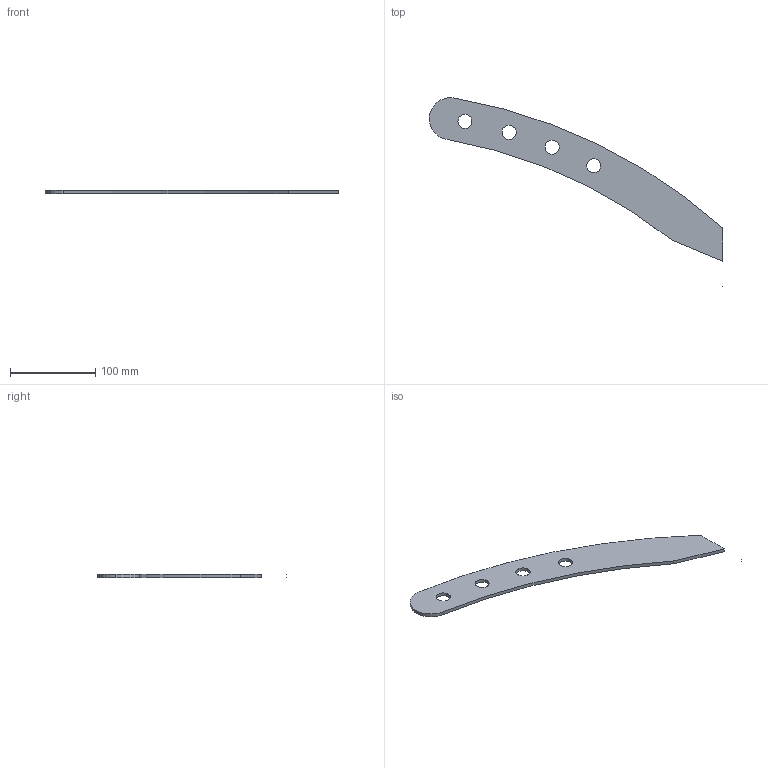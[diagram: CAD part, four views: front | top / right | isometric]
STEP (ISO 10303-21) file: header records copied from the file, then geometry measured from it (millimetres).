
FILE_DESCRIPTION(/* description */ (''),/* implementation_level */ '2;1');
FILE_NAME(/* name */ 'Locking Mechanism Arc Bar v9.step',/* time_stamp */ '2025-04-28T11:50:13-04:00',/* author */ (''),/* organization */ (''),/* preprocessor_version */ 'ST-DEVELOPER v20.1',/* originating_system */ 'Autodesk Translation Framework v14.4.0.0',/* authorisation */ '');
FILE_SCHEMA (('AUTOMOTIVE_DESIGN { 1 0 10303 214 3 1 1 }'));
Length unit declared in the file: millimetre
Products named in the file (1): Locking Mechanism Arc Bar
Bounding box: 343.54 x 220.87 x 4 mm (x, y, z)
Volume: 68731.7 mm3; surface area: 38503.3 mm2
Topology: 2 solids, 2 shells, 18 faces, 42 edges, 28 vertices
Faces by surface type: plane 9, cylinder 9
Full cylindrical faces by diameter (mm): 16.51 x4
Entity records: 572 total; most frequent: DIRECTION 98, CARTESIAN_POINT 89, ORIENTED_EDGE 84, EDGE_CURVE 42, AXIS2_PLACEMENT_3D 37, VERTEX_POINT 28, EDGE_LOOP 26, LINE 24
